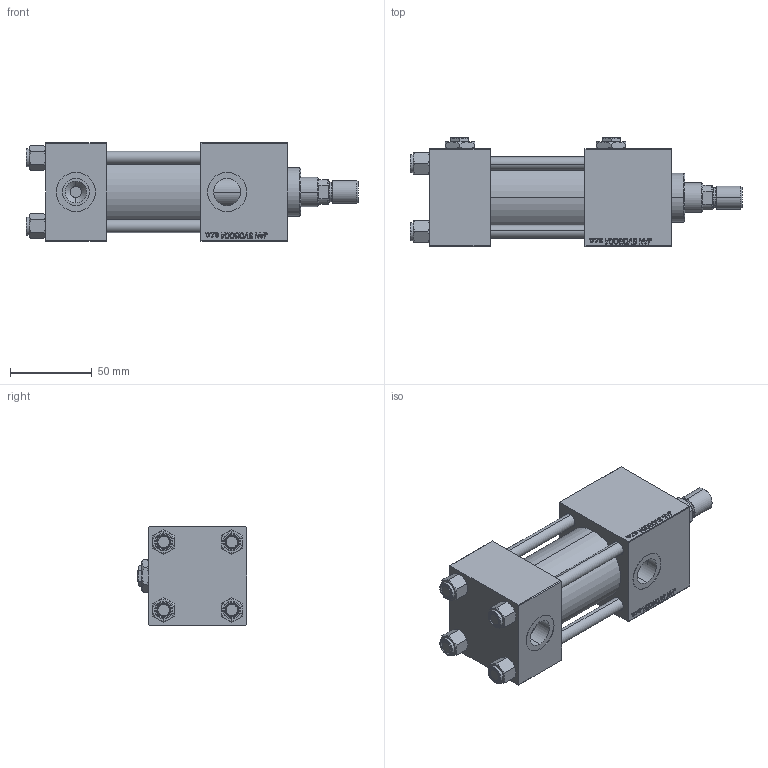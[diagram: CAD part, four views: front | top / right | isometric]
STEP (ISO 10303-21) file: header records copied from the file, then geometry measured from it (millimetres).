
FILE_DESCRIPTION (( 'STEP AP203' ), '1' );
FILE_NAME ('4b06.STEP', '2025-01-27T07:17:42', ( '' ), ( '' ), 'SwSTEP 2.0', 'SolidWorks 2019', '' );
FILE_SCHEMA (( 'CONFIG_CONTROL_DESIGN' ));
Length unit declared in the file: millimetre
Products named in the file (8): ROD_END_AH 03ff6631ee0f4381ffbb492b0427388f; V215CR_C_Body 03ff6631ee0f4381ffbb492b0427388f; V215CR_C_TYCINKA 03ff6631ee0f4381ffbb492b0427388f; V215_VC_A 03ff6631ee0f4381ffbb492b0427388f; V215CR_VCP_C 03ff6631ee0f4381ffbb492b0427388f; NUT_M5_C 03ff6631ee0f4381ffbb492b0427388f; 4b06; Zatka_pro_OIL_PORT 03ff6631ee0f4381ffbb492b0427388f
Assembly tree (14 placements, depth 2):
  4b06
    V215CR_C_Body 03ff6631ee0f4381ffbb492b0427388f
    V215CR_VCP_C 03ff6631ee0f4381ffbb492b0427388f
    NUT_M5_C 03ff6631ee0f4381ffbb492b0427388f  x4
    V215CR_C_TYCINKA 03ff6631ee0f4381ffbb492b0427388f  x4
    V215_VC_A 03ff6631ee0f4381ffbb492b0427388f
    ROD_END_AH 03ff6631ee0f4381ffbb492b0427388f
    Zatka_pro_OIL_PORT 03ff6631ee0f4381ffbb492b0427388f  x2
Bounding box: 203 x 67 x 60 mm (x, y, z)
Volume: 401513.2 mm3; surface area: 109461.3 mm2
Topology: 14 solids, 14 shells, 1264 faces, 3136 edges, 2023 vertices
Faces by surface type: plane 578, bspline 392, cone 182, cylinder 102, torus 10
Entity records: 52752 total; most frequent: CARTESIAN_POINT 27799, ORIENTED_EDGE 5572, DIRECTION 3636, EDGE_CURVE 2786, VERTEX_POINT 1821, LINE 1648, VECTOR 1648, EDGE_LOOP 1239
